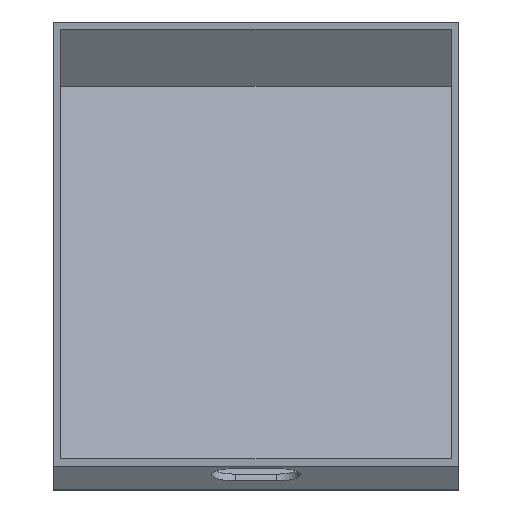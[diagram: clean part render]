
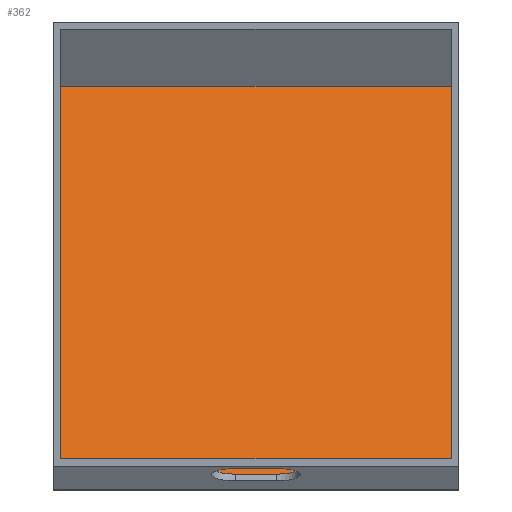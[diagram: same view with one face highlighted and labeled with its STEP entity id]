
A CAD part, top view. The second image highlights one B-rep face of the part: STEP entity #362.
In plain terms, the highlighted planar face has unit normal (0, 0.259, 0.966).
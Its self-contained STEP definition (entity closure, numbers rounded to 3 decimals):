
#34=FACE_OUTER_BOUND('',#56,.T.);
#56=EDGE_LOOP('',(#275,#276,#277,#278));
#79=LINE('',#539,#123);
#83=LINE('',#547,#127);
#86=LINE('',#553,#130);
#89=LINE('',#558,#133);
#123=VECTOR('',#443,10.);
#127=VECTOR('',#449,10.);
#130=VECTOR('',#454,10.);
#133=VECTOR('',#459,10.);
#167=VERTEX_POINT('',#537);
#168=VERTEX_POINT('',#538);
#171=VERTEX_POINT('',#546);
#173=VERTEX_POINT('',#552);
#203=EDGE_CURVE('',#167,#168,#79,.F.);
#207=EDGE_CURVE('',#171,#167,#83,.F.);
#210=EDGE_CURVE('',#173,#171,#86,.F.);
#213=EDGE_CURVE('',#168,#173,#89,.F.);
#275=ORIENTED_EDGE('',*,*,#213,.T.);
#276=ORIENTED_EDGE('',*,*,#210,.T.);
#277=ORIENTED_EDGE('',*,*,#207,.T.);
#278=ORIENTED_EDGE('',*,*,#203,.T.);
#341=PLANE('',#402);
#362=ADVANCED_FACE('',(#34),#341,.T.);
#402=AXIS2_PLACEMENT_3D('',#560,#461,#462);
#443=DIRECTION('',(1.,0.,0.));
#449=DIRECTION('',(0.,-0.966,0.259));
#454=DIRECTION('',(-1.,0.,0.));
#459=DIRECTION('',(0.,0.966,-0.259));
#461=DIRECTION('center_axis',(0.,0.259,0.966));
#462=DIRECTION('ref_axis',(1.,0.,0.));
#537=CARTESIAN_POINT('',(-141.,84.365,20.825));
#538=CARTESIAN_POINT('',(-196.,84.365,20.825));
#539=CARTESIAN_POINT('',(-154.25,84.365,20.825));
#546=CARTESIAN_POINT('',(-141.,28.825,35.707));
#547=CARTESIAN_POINT('',(-141.,42.227,32.116));
#552=CARTESIAN_POINT('',(-196.,28.825,35.707));
#553=CARTESIAN_POINT('',(-182.75,28.825,35.707));
#558=CARTESIAN_POINT('',(-196.,70.963,24.416));
#560=CARTESIAN_POINT('Origin',(-168.5,56.595,28.266));
